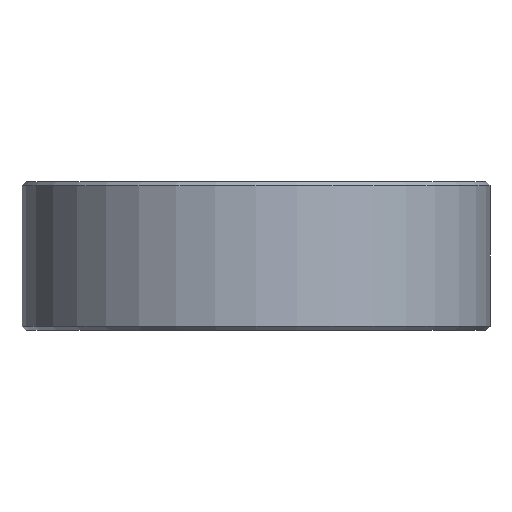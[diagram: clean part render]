
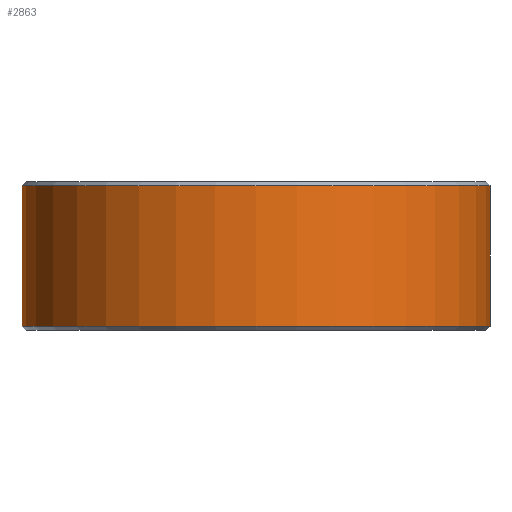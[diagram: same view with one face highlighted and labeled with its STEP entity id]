
A CAD part, front view. The second image highlights one B-rep face of the part: STEP entity #2863.
In plain terms, the highlighted cylindrical face has radius 11 mm (diameter 22 mm), a partial arc.
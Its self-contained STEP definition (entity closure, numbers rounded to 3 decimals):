
#384 = CARTESIAN_POINT ( 'NONE',  ( -11., 0., 6.8 ) ) ;
#480 = LINE ( 'NONE', #11177, #9494 ) ;
#1087 = AXIS2_PLACEMENT_3D ( 'NONE', #4798, #7744, #1157 ) ;
#1157 = DIRECTION ( 'NONE',  ( 1., 0., 0. ) ) ;
#1349 = CYLINDRICAL_SURFACE ( 'NONE', #10459, 11. ) ;
#2023 = VECTOR ( 'NONE', #8592, 1000. ) ;
#2361 = EDGE_LOOP ( 'NONE', ( #7193, #10887, #7872, #3269 ) ) ;
#2459 = CARTESIAN_POINT ( 'NONE',  ( 11., 0., 6.8 ) ) ;
#2683 = CIRCLE ( 'NONE', #8688, 11. ) ;
#2863 = ADVANCED_FACE ( 'NONE', ( #10801 ), #1349, .T. ) ;
#3269 = ORIENTED_EDGE ( 'NONE', *, *, #5478, .T. ) ;
#3588 = DIRECTION ( 'NONE',  ( 0., 0., 1. ) ) ;
#4111 = DIRECTION ( 'NONE',  ( -1., 0., 0. ) ) ;
#4798 = CARTESIAN_POINT ( 'NONE',  ( 0., 0., 6.8 ) ) ;
#4839 = CARTESIAN_POINT ( 'NONE',  ( 11., 0., 7. ) ) ;
#5478 = EDGE_CURVE ( 'NONE', #9103, #8794, #2683, .T. ) ;
#5494 = CIRCLE ( 'NONE', #1087, 11. ) ;
#6473 = EDGE_CURVE ( 'NONE', #6845, #9103, #480, .T. ) ;
#6474 = CARTESIAN_POINT ( 'NONE',  ( -11., 0., 0.2 ) ) ;
#6829 = CARTESIAN_POINT ( 'NONE',  ( 11., 0., 0.2 ) ) ;
#6845 = VERTEX_POINT ( 'NONE', #384 ) ;
#7193 = ORIENTED_EDGE ( 'NONE', *, *, #8241, .F. ) ;
#7416 = DIRECTION ( 'NONE',  ( 1., 0., 0. ) ) ;
#7598 = LINE ( 'NONE', #4839, #2023 ) ;
#7660 = CARTESIAN_POINT ( 'NONE',  ( 0., 0., 0.2 ) ) ;
#7744 = DIRECTION ( 'NONE',  ( 0., 0., -1. ) ) ;
#7872 = ORIENTED_EDGE ( 'NONE', *, *, #6473, .T. ) ;
#8241 = EDGE_CURVE ( 'NONE', #9047, #8794, #7598, .T. ) ;
#8592 = DIRECTION ( 'NONE',  ( 0., 0., -1. ) ) ;
#8688 = AXIS2_PLACEMENT_3D ( 'NONE', #7660, #3588, #7416 ) ;
#8794 = VERTEX_POINT ( 'NONE', #6829 ) ;
#9047 = VERTEX_POINT ( 'NONE', #2459 ) ;
#9103 = VERTEX_POINT ( 'NONE', #6474 ) ;
#9494 = VECTOR ( 'NONE', #12061, 1000. ) ;
#10459 = AXIS2_PLACEMENT_3D ( 'NONE', #11801, #10746, #4111 ) ;
#10746 = DIRECTION ( 'NONE',  ( 0., 0., -1. ) ) ;
#10801 = FACE_OUTER_BOUND ( 'NONE', #2361, .T. ) ;
#10887 = ORIENTED_EDGE ( 'NONE', *, *, #11429, .T. ) ;
#11177 = CARTESIAN_POINT ( 'NONE',  ( -11., 0., 7. ) ) ;
#11429 = EDGE_CURVE ( 'NONE', #9047, #6845, #5494, .T. ) ;
#11801 = CARTESIAN_POINT ( 'NONE',  ( 0., 0., 7. ) ) ;
#12061 = DIRECTION ( 'NONE',  ( 0., 0., -1. ) ) ;
